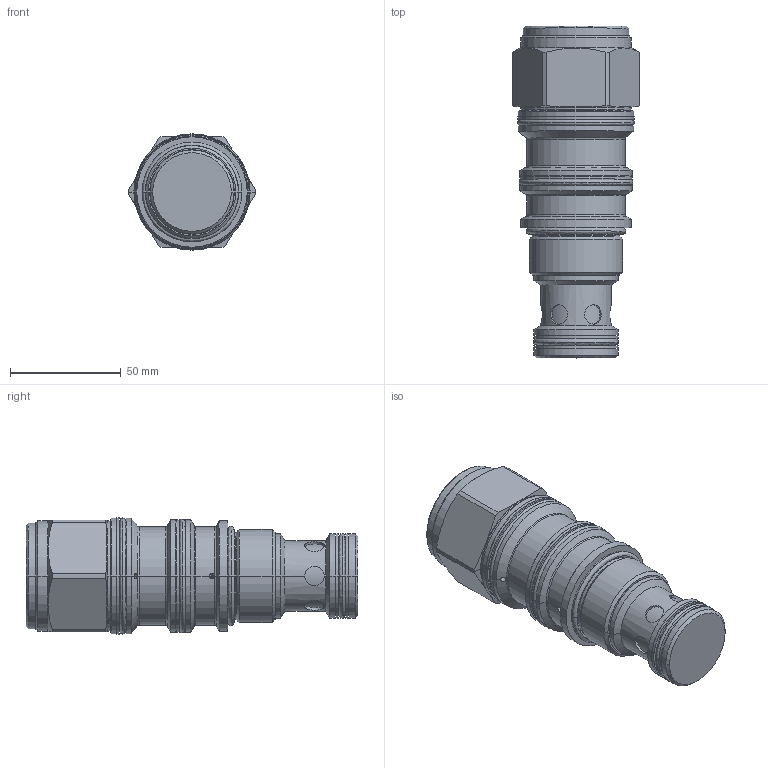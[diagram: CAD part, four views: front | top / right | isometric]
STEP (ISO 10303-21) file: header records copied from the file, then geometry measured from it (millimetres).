
FILE_DESCRIPTION((''),'2;1');
FILE_NAME('HPC42-J48-0-X_SW0001','2016-02-19T',('Bh1'),(''),'PRO/ENGINEER BY PARAMETRIC TECHNOLOGY CORPORATION, 2014200','PRO/ENGINEER BY PARAMETRIC TECHNOLOGY CORPORATION, 2014200','');
FILE_SCHEMA(('CONFIG_CONTROL_DESIGN'));
Length unit declared in the file: inch
Products named in the file (1): HPC42-J48-0-X_SW0001
Bounding box: 57.15 x 149.81 x 52.53 mm (x, y, z)
Volume: 210247 mm3; surface area: 56661.5 mm2
Topology: 7 solids, 9 shells, 293 faces, 618 edges, 351 vertices
Faces by surface type: cylinder 116, cone 56, plane 45, torus 44, revolution 32
Entity records: 10100 total; most frequent: CARTESIAN_POINT 3711, DIRECTION 1424, ORIENTED_EDGE 1232, EDGE_CURVE 616, AXIS2_PLACEMENT_3D 598, VERTEX_POINT 351, CIRCLE 336, EDGE_LOOP 321
